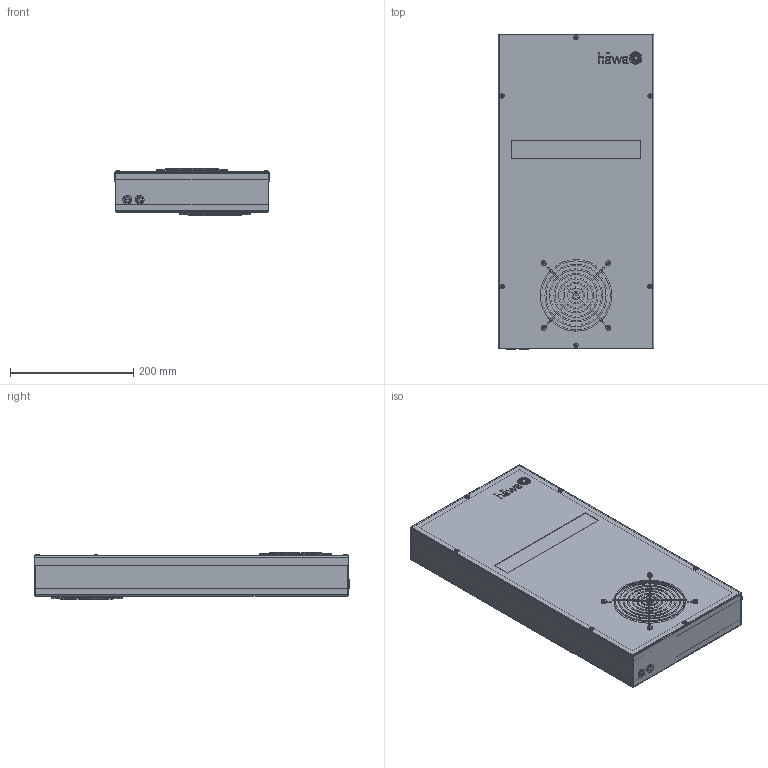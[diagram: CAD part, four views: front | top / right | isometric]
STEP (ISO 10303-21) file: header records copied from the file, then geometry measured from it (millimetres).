
FILE_DESCRIPTION (( 'STEP AP214' ), '1' );
FILE_NAME ('3114-0350-25-07.STEP', '2018-04-18T09:42:14', ( '' ), ( '' ), 'SwSTEP 2.0', 'SolidWorks 2017', '' );
FILE_SCHEMA (( 'AUTOMOTIVE_DESIGN' ));
Length unit declared in the file: millimetre
Products named in the file (8): 8101-0100-06-00; 8000-7981-03-09; 3114-0350-25-07; 8000-7985-04-06; 3114-0010-05-00~0; W0158134~0; W0158135~0; 8101-0020-00-00~0
Assembly tree (20 placements, depth 2):
  3114-0350-25-07
    W0158135~0
    W0158134~0
    3114-0010-05-00~0  x2
    8000-7981-03-09  x6
    8000-7985-04-06  x4
    8101-0100-06-00  x4
    8101-0020-00-00~0  x2
Bounding box: 252.5 x 512 x 76 mm (x, y, z)
Volume: 5393500.3 mm3; surface area: 907082.7 mm2
Topology: 24 solids, 24 shells, 1241 faces, 3349 edges, 2172 vertices
Faces by surface type: cylinder 534, plane 391, torus 208, cone 64, bspline 24, sphere 20
Entity records: 31954 total; most frequent: CARTESIAN_POINT 10386, DIRECTION 4687, ORIENTED_EDGE 4386, EDGE_CURVE 2193, AXIS2_PLACEMENT_3D 1905, VERTEX_POINT 1446, CIRCLE 1116, EDGE_LOOP 935
